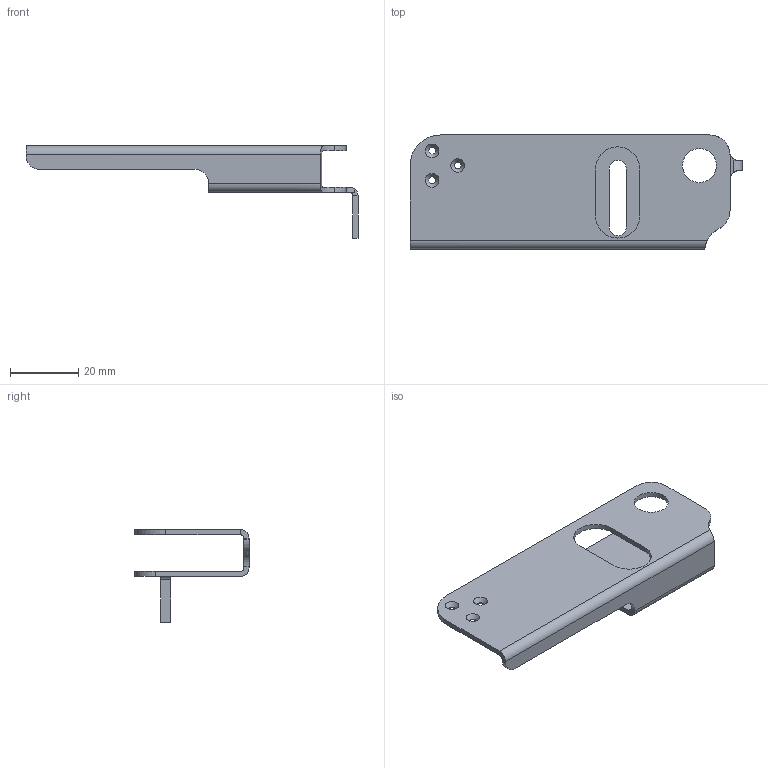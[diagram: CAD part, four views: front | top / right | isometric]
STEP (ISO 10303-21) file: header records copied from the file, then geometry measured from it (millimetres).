
FILE_DESCRIPTION(/* description */ (''),/* implementation_level */ '2;1');
FILE_NAME(/* name */ '957afa99-f311-4d83-9b24-b795f1d9b785.stp',/* time_stamp */ '2021-05-29T18:17:14+00:00',/* author */ (''),/* organization */ (''),/* preprocessor_version */ 'ST-DEVELOPER v18.1',/* originating_system */ 'Autodesk Translation Framework v10.9.0.1377',/* authorisation */ '');
FILE_SCHEMA (('AUTOMOTIVE_DESIGN { 1 0 10303 214 3 1 1 }'));
Length unit declared in the file: millimetre
Products named in the file (1): Main-Arm-REL1
Bounding box: 97.5 x 33.5 x 27.2 mm (x, y, z)
Volume: 6581.6 mm3; surface area: 9634 mm2
Topology: 1 solids, 1 shells, 55 faces, 151 edges, 98 vertices
Faces by surface type: cylinder 26, plane 26, cone 3
Full cylindrical faces by diameter (mm): 2 x3, 10 x2
Entity records: 1860 total; most frequent: CARTESIAN_POINT 359, DIRECTION 313, ORIENTED_EDGE 302, EDGE_CURVE 151, AXIS2_PLACEMENT_3D 112, VERTEX_POINT 98, LINE 89, VECTOR 89
